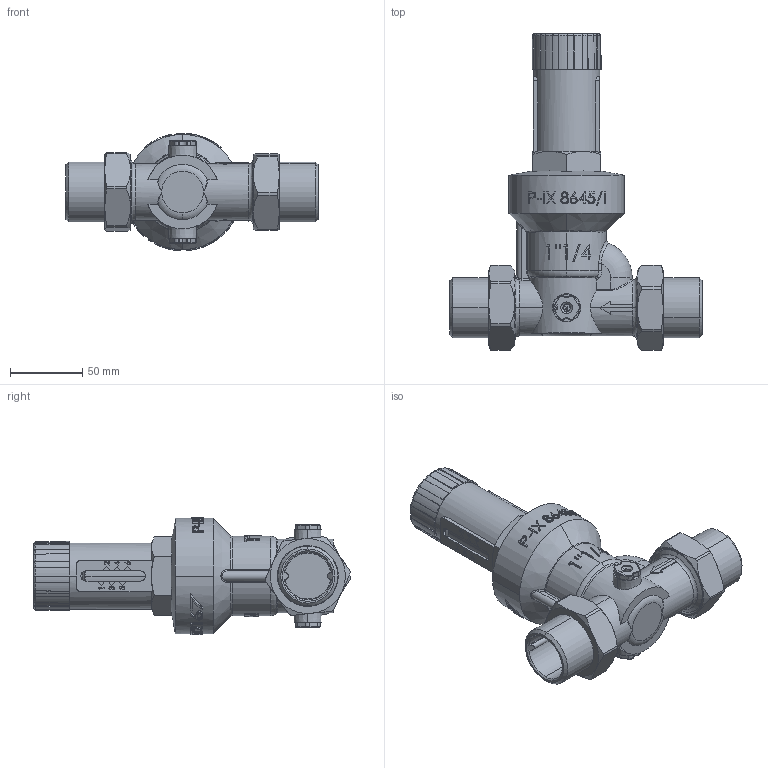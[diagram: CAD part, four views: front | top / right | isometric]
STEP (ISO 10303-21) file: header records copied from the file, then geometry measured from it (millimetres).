
FILE_DESCRIPTION (( 'STEP AP203' ), '1' );
FILE_NAME ('0502532.STEP', '2024-09-24T14:30:08', ( 'Admin' ), ( '' ), 'SwSTEP 2.0', 'SolidWorks 2021', '' );
FILE_SCHEMA (( 'CONFIG_CONTROL_DESIGN' ));
Length unit declared in the file: millimetre
Products named in the file (1): 0502532
Bounding box: 175 x 219.7 x 81.47 mm (x, y, z)
Volume: 660000.4 mm3; surface area: 83266.9 mm2
Topology: 1 solids, 6 shells, 1199 faces, 3113 edges, 1998 vertices
Faces by surface type: plane 601, cylinder 215, bspline 197, cone 107, torus 71, sphere 8
Entity records: 48286 total; most frequent: CARTESIAN_POINT 20723, ORIENTED_EDGE 6214, DIRECTION 4998, EDGE_CURVE 3107, VERTEX_POINT 1998, AXIS2_PLACEMENT_3D 1725, VECTOR 1548, LINE 1548
